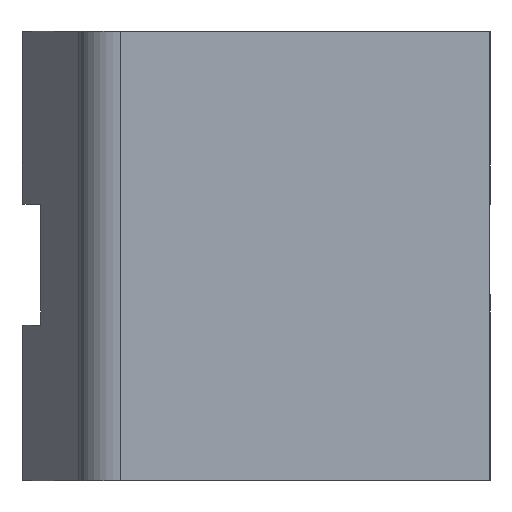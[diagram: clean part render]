
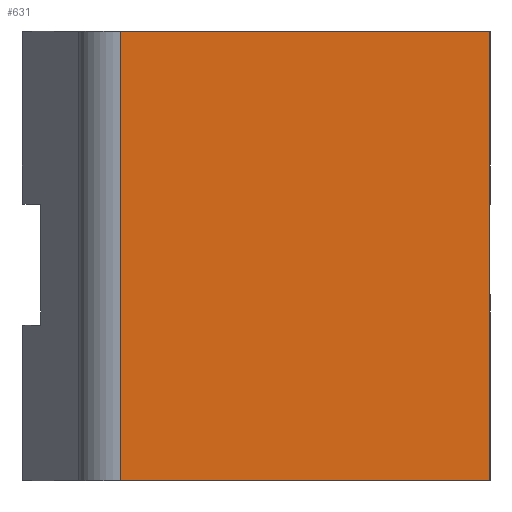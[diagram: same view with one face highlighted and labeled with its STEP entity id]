
A CAD part, left-side view. The second image highlights one B-rep face of the part: STEP entity #631.
In plain terms, the highlighted planar face has unit normal (-1, 0, 0).
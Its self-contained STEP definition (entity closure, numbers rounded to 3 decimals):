
#16 = ORIENTED_EDGE ( 'NONE', *, *, #240, .F. ) ;
#18 = CARTESIAN_POINT ( 'NONE',  ( -23., -3.424, -15.1 ) ) ;
#26 = VECTOR ( 'NONE', #298, 1000. ) ;
#42 = LINE ( 'NONE', #688, #26 ) ;
#93 = VERTEX_POINT ( 'NONE', #472 ) ;
#110 = LINE ( 'NONE', #365, #144 ) ;
#144 = VECTOR ( 'NONE', #560, 1000. ) ;
#174 = DIRECTION ( 'NONE',  ( -1., 0., 0. ) ) ;
#210 = CARTESIAN_POINT ( 'NONE',  ( -23., -7.7, -20.3 ) ) ;
#228 = EDGE_CURVE ( 'NONE', #502, #251, #42, .T. ) ;
#232 = DIRECTION ( 'NONE',  ( 0., 0., 1. ) ) ;
#240 = EDGE_CURVE ( 'NONE', #93, #511, #490, .T. ) ;
#241 = FACE_OUTER_BOUND ( 'NONE', #530, .T. ) ;
#242 = VECTOR ( 'NONE', #569, 1000. ) ;
#251 = VERTEX_POINT ( 'NONE', #613 ) ;
#298 = DIRECTION ( 'NONE',  ( 0., 0., 1. ) ) ;
#300 = EDGE_CURVE ( 'NONE', #93, #502, #110, .T. ) ;
#350 = PLANE ( 'NONE',  #416 ) ;
#365 = CARTESIAN_POINT ( 'NONE',  ( -23., 0., -20.3 ) ) ;
#416 = AXIS2_PLACEMENT_3D ( 'NONE', #430, #174, #611 ) ;
#430 = CARTESIAN_POINT ( 'NONE',  ( -23., 0., -20.3 ) ) ;
#446 = EDGE_CURVE ( 'NONE', #251, #511, #751, .T. ) ;
#452 = CARTESIAN_POINT ( 'NONE',  ( -23., -8., -15.1 ) ) ;
#472 = CARTESIAN_POINT ( 'NONE',  ( -23., -3.424, -20.3 ) ) ;
#490 = LINE ( 'NONE', #738, #526 ) ;
#499 = ORIENTED_EDGE ( 'NONE', *, *, #228, .T. ) ;
#502 = VERTEX_POINT ( 'NONE', #210 ) ;
#511 = VERTEX_POINT ( 'NONE', #18 ) ;
#526 = VECTOR ( 'NONE', #232, 1000. ) ;
#530 = EDGE_LOOP ( 'NONE', ( #499, #555, #16, #731 ) ) ;
#555 = ORIENTED_EDGE ( 'NONE', *, *, #446, .T. ) ;
#560 = DIRECTION ( 'NONE',  ( 0., -1., 0. ) ) ;
#569 = DIRECTION ( 'NONE',  ( 0., 1., 0. ) ) ;
#611 = DIRECTION ( 'NONE',  ( 0., 0., 1. ) ) ;
#613 = CARTESIAN_POINT ( 'NONE',  ( -23., -7.7, -15.1 ) ) ;
#631 = ADVANCED_FACE ( 'NONE', ( #241 ), #350, .T. ) ;
#688 = CARTESIAN_POINT ( 'NONE',  ( -23., -7.7, -20.3 ) ) ;
#731 = ORIENTED_EDGE ( 'NONE', *, *, #300, .T. ) ;
#738 = CARTESIAN_POINT ( 'NONE',  ( -23., -3.424, -20.3 ) ) ;
#751 = LINE ( 'NONE', #452, #242 ) ;
